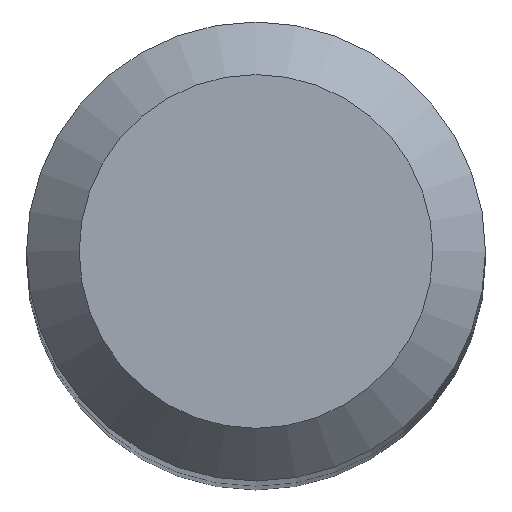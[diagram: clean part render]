
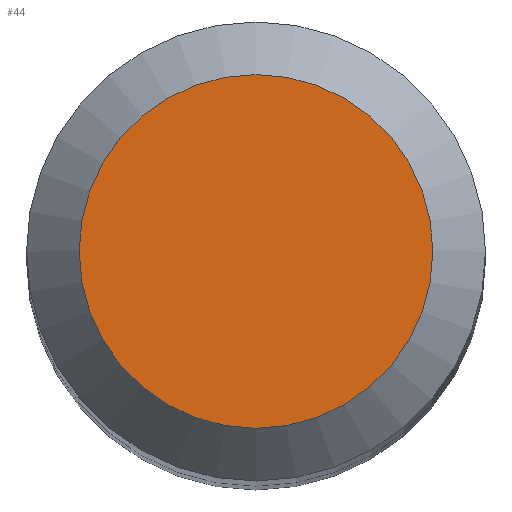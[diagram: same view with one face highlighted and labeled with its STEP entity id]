
A CAD part, top view. The second image highlights one B-rep face of the part: STEP entity #44.
In plain terms, the highlighted planar face has unit normal (0, 0, 1).
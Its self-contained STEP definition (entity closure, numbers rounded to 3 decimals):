
#19 = PLANE ( 'NONE',  #192 ) ;
#34 = CARTESIAN_POINT ( 'NONE',  ( 0., 0., 70. ) ) ;
#44 = ADVANCED_FACE ( 'NONE', ( #104 ), #19, .F. ) ;
#46 = CIRCLE ( 'NONE', #164, 2.35 ) ;
#66 = DIRECTION ( 'NONE',  ( 0., 1., 0. ) ) ;
#84 = EDGE_CURVE ( 'NONE', #108, #108, #46, .T. ) ;
#89 = DIRECTION ( 'NONE',  ( 0., 0., -1. ) ) ;
#104 = FACE_OUTER_BOUND ( 'NONE', #201, .T. ) ;
#108 = VERTEX_POINT ( 'NONE', #162 ) ;
#115 = ORIENTED_EDGE ( 'NONE', *, *, #84, .F. ) ;
#152 = DIRECTION ( 'NONE',  ( 0., 1., 0. ) ) ;
#162 = CARTESIAN_POINT ( 'NONE',  ( 0., 2.35, 70. ) ) ;
#164 = AXIS2_PLACEMENT_3D ( 'NONE', #165, #89, #152 ) ;
#165 = CARTESIAN_POINT ( 'NONE',  ( 0., 0., 70. ) ) ;
#179 = DIRECTION ( 'NONE',  ( 0., 0., -1. ) ) ;
#192 = AXIS2_PLACEMENT_3D ( 'NONE', #34, #179, #66 ) ;
#201 = EDGE_LOOP ( 'NONE', ( #115 ) ) ;
